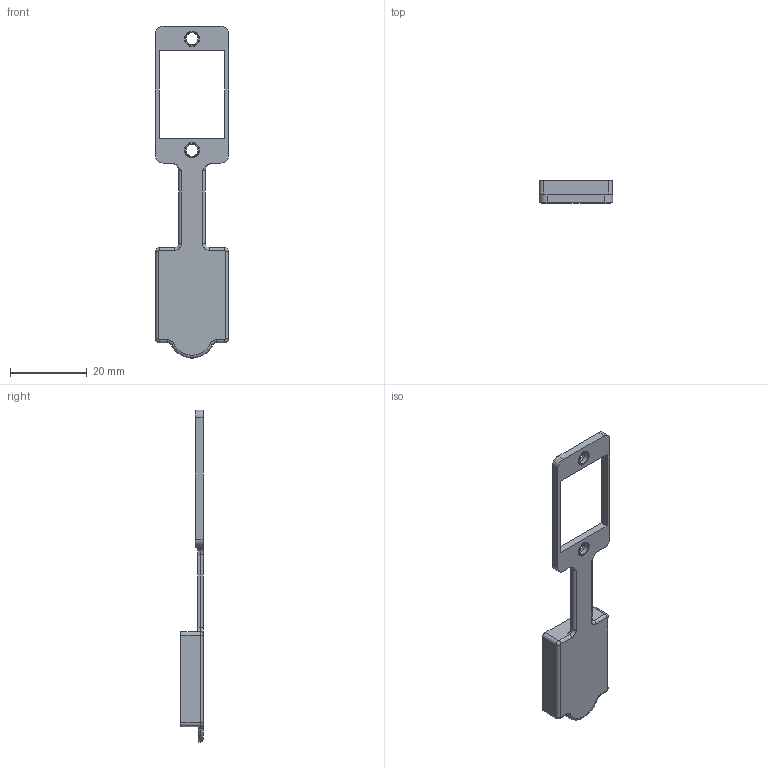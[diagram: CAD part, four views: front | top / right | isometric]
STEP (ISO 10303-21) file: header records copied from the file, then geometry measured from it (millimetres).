
FILE_DESCRIPTION(/* description */ (''),/* implementation_level */ '2;1');
FILE_NAME(/* name */ 'CP299838 blue.stp',/* time_stamp */ '2025-04-16T13:01:49+01:00',/* author */ ('tottley'),/* organization */ (''),/* preprocessor_version */ 'ST-DEVELOPER v20',/* originating_system */ 'Autodesk Inventor 2025',/* authorisation */ '');
FILE_SCHEMA (('AUTOMOTIVE_DESIGN { 1 0 10303 214 3 1 1 }'));
Length unit declared in the file: millimetre
Products named in the file (1): CP299832 to CP299838
Bounding box: 19.1 x 5.8 x 86.48 mm (x, y, z)
Volume: 1855 mm3; surface area: 3200.8 mm2
Topology: 1 solids, 1 shells, 149 faces, 379 edges, 244 vertices
Faces by surface type: plane 81, cylinder 35, bspline 26, torus 7
Full cylindrical faces by diameter (mm): 3.15 x2, 3.7 x2
Entity records: 4796 total; most frequent: CARTESIAN_POINT 1077, ORIENTED_EDGE 758, DIRECTION 660, EDGE_CURVE 379, LINE 254, VECTOR 254, VERTEX_POINT 244, AXIS2_PLACEMENT_3D 203
